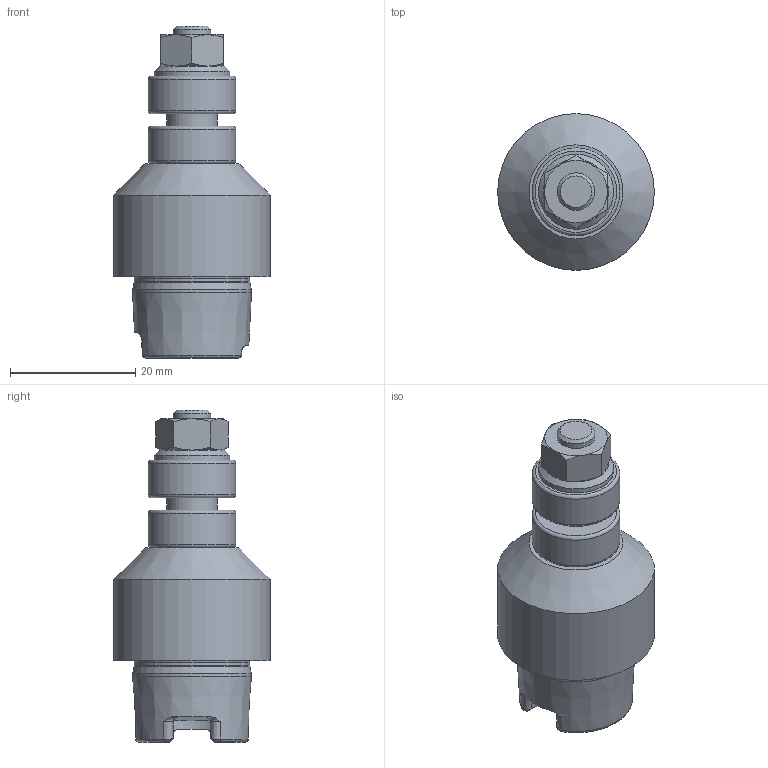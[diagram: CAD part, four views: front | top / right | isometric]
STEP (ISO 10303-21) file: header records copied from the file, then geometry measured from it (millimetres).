
FILE_DESCRIPTION(/* description */ (''),/* implementation_level */ '2;1');
FILE_NAME(/* name */ 'W2120004_A__specification_W2120004_Aussen_.stp',/* time_stamp */ '2013-11-25T10:04:25+01:00',/* author */ (''),/* organization */ (''),/* preprocessor_version */ 'ST-DEVELOPER v11',/* originating_system */ 'SIEMENS PLM Software NX 7.5',/* authorisation */ '');
FILE_SCHEMA (('AUTOMOTIVE_DESIGN { 1 0 10303 214 1 1 1 1 }'));
Length unit declared in the file: millimetre
Products named in the file (1): webe6100t6y2
Bounding box: 25 x 25 x 53 mm (x, y, z)
Volume: 13457.4 mm3; surface area: 3989.1 mm2
Topology: 1 solids, 1 shells, 79 faces, 180 edges, 110 vertices
Faces by surface type: plane 27, cone 19, cylinder 13, bspline 12, torus 8
Full cylindrical faces by diameter (mm): 6 x1, 8 x1, 12 x1, 13 x1, 14 x2, 18.4 x1, 19 x1, 25 x1
Entity records: 2640 total; most frequent: CARTESIAN_POINT 1102, ORIENTED_EDGE 304, DIRECTION 286, EDGE_CURVE 152, AXIS2_PLACEMENT_3D 130, EDGE_LOOP 106, VERTEX_POINT 102, ADVANCED_FACE 79
